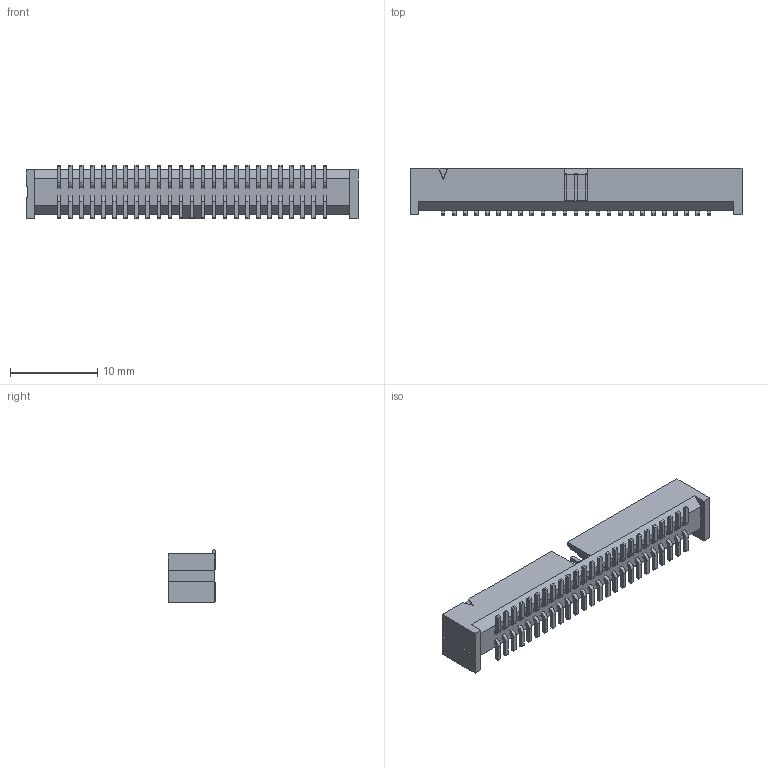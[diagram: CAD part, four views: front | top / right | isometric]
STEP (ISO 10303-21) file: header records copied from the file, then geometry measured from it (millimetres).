
FILE_DESCRIPTION( ( 'STEP AP214' ), '1' );
FILE_NAME( 'SHF-125-01-L-D-SM.stp', '2022-03-01T07:54:19', ( 'License CC BY-ND 4.0' ), ( 'CADENAS' ), ' ', 'PARTsolutions', ' ' );
FILE_SCHEMA( ( 'AUTOMOTIVE_DESIGN { 1 0 10303 214 1 1 1 1 }' ) );
Length unit declared in the file: inch
Products named in the file (4): SHF-125-01-L-D-SM; _SHF-125-01-D_header; _SHF-First_Position_Indicator; _T-1S71-02-25-D-SM
Assembly tree (3 placements, depth 2):
  SHF-125-01-L-D-SM
    _SHF-125-01-D_header
    _SHF-First_Position_Indicator
    _T-1S71-02-25-D-SM
Bounding box: 38.1 x 5.46 x 6.1 mm (x, y, z)
Volume: 492.9 mm3; surface area: 1706.7 mm2
Topology: 3 solids, 3 shells, 844 faces, 2510 edges, 1672 vertices
Faces by surface type: plane 744, cylinder 100
Entity records: 34704 total; most frequent: CARTESIAN_POINT 5030, ORIENTED_EDGE 5020, DIRECTION 4406, EDGE_CURVE 2510, LINE 2310, VECTOR 2310, VERTEX_POINT 1672, AXIS2_PLACEMENT_3D 1048
